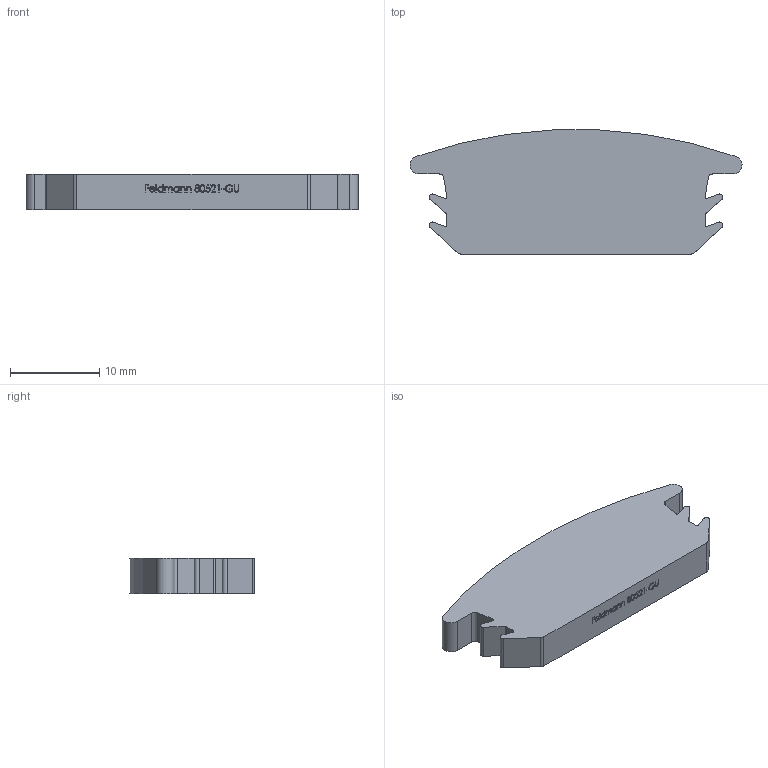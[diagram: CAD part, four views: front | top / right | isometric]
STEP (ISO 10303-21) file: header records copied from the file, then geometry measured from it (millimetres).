
FILE_DESCRIPTION (( 'STEP AP203' ), '1' );
FILE_NAME ('80521-GU.STEP', '2017-10-24T14:45:37', ( '' ), ( '' ), 'SwSTEP 2.0', 'SolidWorks 2015', '' );
FILE_SCHEMA (( 'CONFIG_CONTROL_DESIGN' ));
Length unit declared in the file: millimetre
Products named in the file (1): 80521-GU
Bounding box: 37.29 x 13.94 x 4 mm (x, y, z)
Volume: 1660.9 mm3; surface area: 1258.9 mm2
Topology: 1 solids, 1 shells, 248 faces, 672 edges, 448 vertices
Faces by surface type: plane 125, bspline 104, cylinder 19
Entity records: 13543 total; most frequent: CARTESIAN_POINT 7889, ORIENTED_EDGE 1344, DIRECTION 792, EDGE_CURVE 672, VERTEX_POINT 448, LINE 426, VECTOR 426, EDGE_LOOP 270
